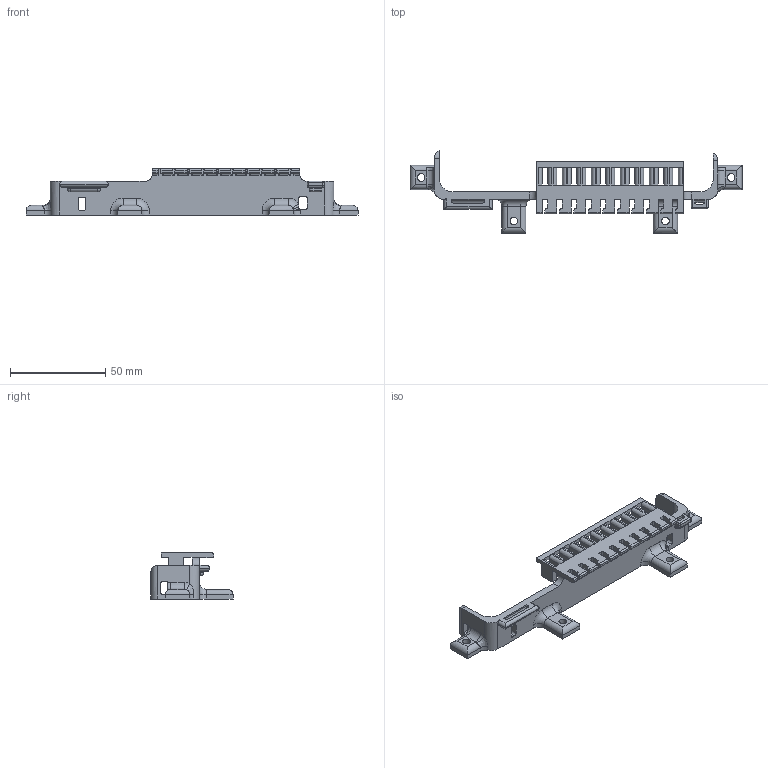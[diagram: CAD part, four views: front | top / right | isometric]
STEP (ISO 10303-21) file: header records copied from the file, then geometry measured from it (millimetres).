
FILE_DESCRIPTION (( 'STEP AP203' ), '1' );
FILE_NAME ('Tator Defender Left.STEP', '2016-12-27T21:35:52', ( 'TeamTators' ), ( 'HP' ), 'SwSTEP 2.0', 'SolidWorks 2016', '' );
FILE_SCHEMA (( 'CONFIG_CONTROL_DESIGN' ));
Length unit declared in the file: inch
Products named in the file (1): Tator Defender Left
Bounding box: 174.5 x 43.18 x 24.26 mm (x, y, z)
Volume: 23704.5 mm3; surface area: 17353.5 mm2
Topology: 1 solids, 1 shells, 396 faces, 1156 edges, 739 vertices
Faces by surface type: plane 208, cylinder 167, torus 9, sphere 8, bspline 4
Entity records: 13527 total; most frequent: CARTESIAN_POINT 2859, ORIENTED_EDGE 2296, DIRECTION 2167, EDGE_CURVE 1148, VECTOR 805, LINE 805, VERTEX_POINT 739, AXIS2_PLACEMENT_3D 681
